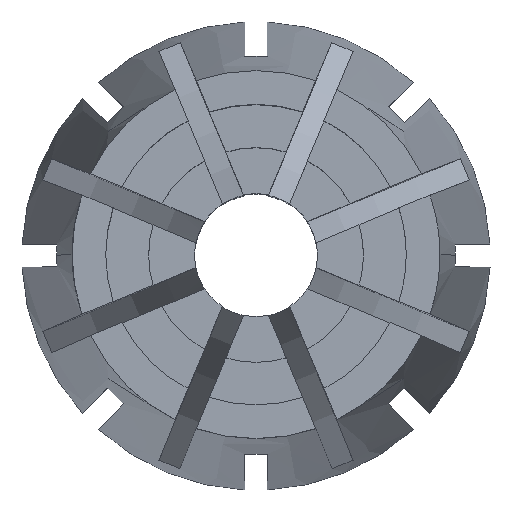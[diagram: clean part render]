
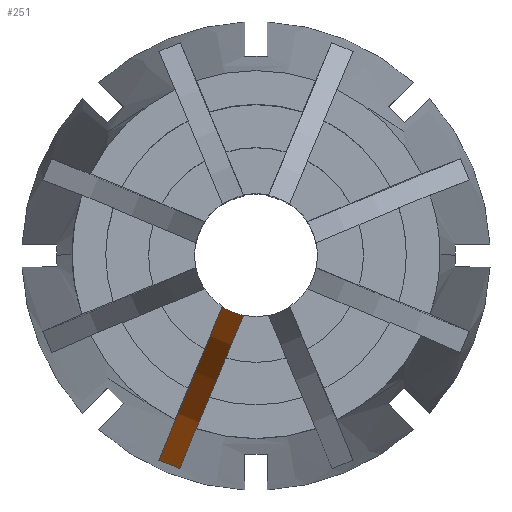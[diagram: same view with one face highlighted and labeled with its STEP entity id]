
A CAD part, top view. The second image highlights one B-rep face of the part: STEP entity #251.
In plain terms, the highlighted cylindrical face has radius 15 mm (diameter 30 mm), a partial arc.
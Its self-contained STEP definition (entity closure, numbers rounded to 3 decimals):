
#60 = CARTESIAN_POINT ( 'NONE',  ( -3.166, -6.663, -22.535 ) ) ;
#119 = ORIENTED_EDGE ( 'NONE', *, *, #4588, .T. ) ;
#194 = DIRECTION ( 'NONE',  ( 0.383, 0.924, 0. ) ) ;
#251 = ADVANCED_FACE ( 'NONE', ( #4145 ), #4941, .F. ) ;
#259 = DIRECTION ( 'NONE',  ( 0.383, 0.924, 0. ) ) ;
#278 = DIRECTION ( 'NONE',  ( 0.383, 0.924, 0. ) ) ;
#481 = CIRCLE ( 'NONE', #604, 15. ) ;
#604 = AXIS2_PLACEMENT_3D ( 'NONE', #4923, #2557, #194 ) ;
#692 = ORIENTED_EDGE ( 'NONE', *, *, #2697, .T. ) ;
#813 = VERTEX_POINT ( 'NONE', #3243 ) ;
#960 = CIRCLE ( 'NONE', #3446, 15. ) ;
#1037 = CARTESIAN_POINT ( 'NONE',  ( -0.405, -1.958, -16.597 ) ) ;
#1085 = DIRECTION ( 'NONE',  ( 0.924, -0.383, 0. ) ) ;
#1624 = CARTESIAN_POINT ( 'NONE',  ( -2.709, -6.867, -22.544 ) ) ;
#1668 = CARTESIAN_POINT ( 'NONE',  ( -2.473, -6.95, -22.535 ) ) ;
#1784 = ORIENTED_EDGE ( 'NONE', *, *, #2763, .F. ) ;
#1816 = CARTESIAN_POINT ( 'NONE',  ( -0.647, -1.897, -16.666 ) ) ;
#1984 = AXIS2_PLACEMENT_3D ( 'NONE', #2365, #1085, #278 ) ;
#2204 = CARTESIAN_POINT ( 'NONE',  ( -0.997, -1.738, -16.642 ) ) ;
#2210 = VERTEX_POINT ( 'NONE', #1668 ) ;
#2239 = VERTEX_POINT ( 'NONE', #2469 ) ;
#2365 = CARTESIAN_POINT ( 'NONE',  ( -6.223, -14.044, -9.84 ) ) ;
#2408 = CARTESIAN_POINT ( 'NONE',  ( -2.94, -6.771, -22.544 ) ) ;
#2469 = CARTESIAN_POINT ( 'NONE',  ( -0.405, -1.958, -16.597 ) ) ;
#2557 = DIRECTION ( 'NONE',  ( 0.924, -0.383, 0. ) ) ;
#2612 = EDGE_LOOP ( 'NONE', ( #119, #692, #2897, #1784 ) ) ;
#2619 = DIRECTION ( 'NONE',  ( 0.924, -0.383, 0. ) ) ;
#2635 = EDGE_CURVE ( 'NONE', #5025, #813, #481, .T. ) ;
#2697 = EDGE_CURVE ( 'NONE', #2239, #813, #4359, .T. ) ;
#2763 = EDGE_CURVE ( 'NONE', #2210, #5025, #3455, .T. ) ;
#2897 = ORIENTED_EDGE ( 'NONE', *, *, #2635, .F. ) ;
#3243 = CARTESIAN_POINT ( 'NONE',  ( -1.098, -1.671, -16.597 ) ) ;
#3446 = AXIS2_PLACEMENT_3D ( 'NONE', #4979, #2619, #259 ) ;
#3455 = B_SPLINE_CURVE_WITH_KNOTS ( 'NONE', 3,
 ( #4386, #1624, #2408, #60 ),
 .UNSPECIFIED., .F., .F.,
 ( 4, 4 ),
 ( 0.003, 0.004 ),
 .UNSPECIFIED. ) ;
#3877 = CARTESIAN_POINT ( 'NONE',  ( -3.166, -6.663, -22.535 ) ) ;
#4145 = FACE_OUTER_BOUND ( 'NONE', #2612, .T. ) ;
#4359 = B_SPLINE_CURVE_WITH_KNOTS ( 'NONE', 3,
 ( #1037, #4572, #1816, #4585, #2204, #4975 ),
 .UNSPECIFIED., .F., .F.,
 ( 4, 2, 4 ),
 ( 0., 0., 0.001 ),
 .UNSPECIFIED. ) ;
#4386 = CARTESIAN_POINT ( 'NONE',  ( -2.473, -6.95, -22.535 ) ) ;
#4572 = CARTESIAN_POINT ( 'NONE',  ( -0.524, -1.934, -16.642 ) ) ;
#4585 = CARTESIAN_POINT ( 'NONE',  ( -0.884, -1.799, -16.667 ) ) ;
#4588 = EDGE_CURVE ( 'NONE', #2210, #2239, #960, .T. ) ;
#4923 = CARTESIAN_POINT ( 'NONE',  ( -6.223, -14.044, -9.84 ) ) ;
#4941 = CYLINDRICAL_SURFACE ( 'NONE', #1984, 15. ) ;
#4975 = CARTESIAN_POINT ( 'NONE',  ( -1.098, -1.671, -16.597 ) ) ;
#4979 = CARTESIAN_POINT ( 'NONE',  ( -5.53, -14.331, -9.84 ) ) ;
#5025 = VERTEX_POINT ( 'NONE', #3877 ) ;
